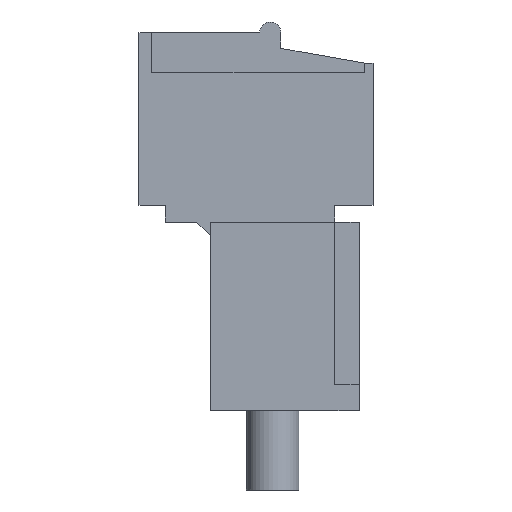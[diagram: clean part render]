
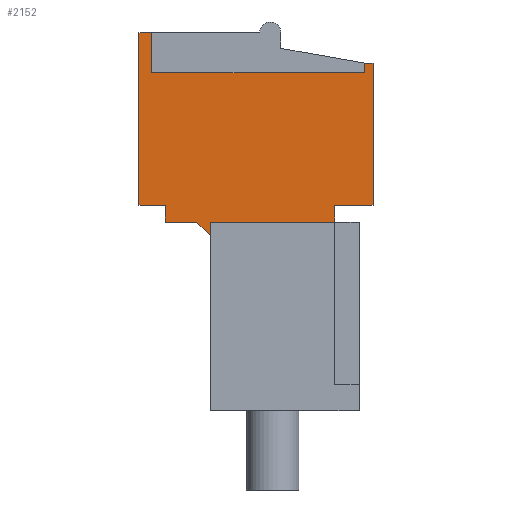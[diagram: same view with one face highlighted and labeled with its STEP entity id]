
A CAD part, left-side view. The second image highlights one B-rep face of the part: STEP entity #2152.
In plain terms, the highlighted planar face has unit normal (-1, 0, 0).
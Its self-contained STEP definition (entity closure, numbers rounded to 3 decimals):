
#34=AXIS2_PLACEMENT_3D('Plane Axis2P3D',#31,#32,#33) ;
#31=CARTESIAN_POINT('Axis2P3D Location',(4.8,4.76,10.35)) ;
#40=CARTESIAN_POINT('Vertex',(4.8,1.81,12.7)) ;
#290=CARTESIAN_POINT('Vertex',(4.8,7.71,12.7)) ;
#298=CARTESIAN_POINT('Line Origine',(4.8,4.76,12.7)) ;
#1958=CARTESIAN_POINT('Vertex',(4.8,1.81,13.5)) ;
#1961=CARTESIAN_POINT('Line Origine',(4.8,1.81,13.1)) ;
#2015=CARTESIAN_POINT('Vertex',(4.8,7.71,12.05)) ;
#2037=CARTESIAN_POINT('Line Origine',(4.8,7.71,12.375)) ;
#2053=CARTESIAN_POINT('Line Origine',(4.8,0.905,13.5)) ;
#2057=CARTESIAN_POINT('Vertex',(4.8,0.,13.5)) ;
#2060=CARTESIAN_POINT('Line Origine',(4.8,0.,16.875)) ;
#2064=CARTESIAN_POINT('Vertex',(4.8,0.,20.25)) ;
#2067=CARTESIAN_POINT('Line Origine',(4.8,0.2,20.25)) ;
#2071=CARTESIAN_POINT('Vertex',(4.8,0.4,20.25)) ;
#2074=CARTESIAN_POINT('Line Origine',(4.8,0.4,20.025)) ;
#2078=CARTESIAN_POINT('Vertex',(4.8,0.4,19.8)) ;
#2081=CARTESIAN_POINT('Line Origine',(4.8,5.45,19.8)) ;
#2085=CARTESIAN_POINT('Vertex',(4.8,10.5,19.8)) ;
#2088=CARTESIAN_POINT('Line Origine',(4.8,10.5,20.75)) ;
#2092=CARTESIAN_POINT('Vertex',(4.8,10.5,21.7)) ;
#2095=CARTESIAN_POINT('Line Origine',(4.8,10.8,21.7)) ;
#2099=CARTESIAN_POINT('Vertex',(4.8,11.1,21.7)) ;
#2102=CARTESIAN_POINT('Line Origine',(4.8,11.1,17.6)) ;
#2106=CARTESIAN_POINT('Vertex',(4.8,11.1,13.5)) ;
#2109=CARTESIAN_POINT('Line Origine',(4.8,10.475,13.5)) ;
#2113=CARTESIAN_POINT('Vertex',(4.8,9.85,13.5)) ;
#2116=CARTESIAN_POINT('Line Origine',(4.8,9.85,13.1)) ;
#2120=CARTESIAN_POINT('Vertex',(4.8,9.85,12.7)) ;
#2123=CARTESIAN_POINT('Line Origine',(4.8,9.105,12.7)) ;
#2127=CARTESIAN_POINT('Vertex',(4.8,8.36,12.7)) ;
#2130=CARTESIAN_POINT('Line Origine',(4.8,8.035,12.375)) ;
#32=DIRECTION('Axis2P3D Direction',(1.,0.,0.)) ;
#33=DIRECTION('Axis2P3D XDirection',(0.,-1.,0.)) ;
#299=DIRECTION('Vector Direction',(0.,-1.,0.)) ;
#1962=DIRECTION('Vector Direction',(0.,0.,-1.)) ;
#2038=DIRECTION('Vector Direction',(0.,0.,1.)) ;
#2054=DIRECTION('Vector Direction',(0.,1.,0.)) ;
#2061=DIRECTION('Vector Direction',(0.,0.,-1.)) ;
#2068=DIRECTION('Vector Direction',(0.,-1.,0.)) ;
#2075=DIRECTION('Vector Direction',(0.,0.,-1.)) ;
#2082=DIRECTION('Vector Direction',(0.,1.,0.)) ;
#2089=DIRECTION('Vector Direction',(0.,0.,-1.)) ;
#2096=DIRECTION('Vector Direction',(0.,1.,0.)) ;
#2103=DIRECTION('Vector Direction',(0.,0.,1.)) ;
#2110=DIRECTION('Vector Direction',(0.,1.,0.)) ;
#2117=DIRECTION('Vector Direction',(0.,0.,1.)) ;
#2124=DIRECTION('Vector Direction',(0.,-1.,0.)) ;
#2131=DIRECTION('Vector Direction',(0.,0.707,0.707)) ;
#300=VECTOR('Line Direction',#299,1.) ;
#1963=VECTOR('Line Direction',#1962,1.) ;
#2039=VECTOR('Line Direction',#2038,1.) ;
#2055=VECTOR('Line Direction',#2054,1.) ;
#2062=VECTOR('Line Direction',#2061,1.) ;
#2069=VECTOR('Line Direction',#2068,1.) ;
#2076=VECTOR('Line Direction',#2075,1.) ;
#2083=VECTOR('Line Direction',#2082,1.) ;
#2090=VECTOR('Line Direction',#2089,1.) ;
#2097=VECTOR('Line Direction',#2096,1.) ;
#2104=VECTOR('Line Direction',#2103,1.) ;
#2111=VECTOR('Line Direction',#2110,1.) ;
#2118=VECTOR('Line Direction',#2117,1.) ;
#2125=VECTOR('Line Direction',#2124,1.) ;
#2132=VECTOR('Line Direction',#2131,1.) ;
#2136=ORIENTED_EDGE('',*,*,#2041,.T.) ;
#2137=ORIENTED_EDGE('',*,*,#302,.T.) ;
#2138=ORIENTED_EDGE('',*,*,#1965,.F.) ;
#2139=ORIENTED_EDGE('',*,*,#2059,.F.) ;
#2140=ORIENTED_EDGE('',*,*,#2066,.F.) ;
#2141=ORIENTED_EDGE('',*,*,#2073,.F.) ;
#2142=ORIENTED_EDGE('',*,*,#2080,.T.) ;
#2143=ORIENTED_EDGE('',*,*,#2087,.T.) ;
#2144=ORIENTED_EDGE('',*,*,#2094,.F.) ;
#2145=ORIENTED_EDGE('',*,*,#2101,.T.) ;
#2146=ORIENTED_EDGE('',*,*,#2108,.F.) ;
#2147=ORIENTED_EDGE('',*,*,#2115,.F.) ;
#2148=ORIENTED_EDGE('',*,*,#2122,.F.) ;
#2149=ORIENTED_EDGE('',*,*,#2129,.T.) ;
#2150=ORIENTED_EDGE('',*,*,#2134,.F.) ;
#2152=ADVANCED_FACE('HOUSING',(#2151),#35,.F.) ;
#302=EDGE_CURVE('',#291,#41,#301,.T.) ;
#1965=EDGE_CURVE('',#1959,#41,#1964,.T.) ;
#2041=EDGE_CURVE('',#2016,#291,#2040,.T.) ;
#2059=EDGE_CURVE('',#2058,#1959,#2056,.T.) ;
#2066=EDGE_CURVE('',#2065,#2058,#2063,.T.) ;
#2073=EDGE_CURVE('',#2072,#2065,#2070,.T.) ;
#2080=EDGE_CURVE('',#2072,#2079,#2077,.T.) ;
#2087=EDGE_CURVE('',#2079,#2086,#2084,.T.) ;
#2094=EDGE_CURVE('',#2093,#2086,#2091,.T.) ;
#2101=EDGE_CURVE('',#2093,#2100,#2098,.T.) ;
#2108=EDGE_CURVE('',#2107,#2100,#2105,.T.) ;
#2115=EDGE_CURVE('',#2114,#2107,#2112,.T.) ;
#2122=EDGE_CURVE('',#2121,#2114,#2119,.T.) ;
#2129=EDGE_CURVE('',#2121,#2128,#2126,.T.) ;
#2134=EDGE_CURVE('',#2016,#2128,#2133,.T.) ;
#2135=EDGE_LOOP('',(#2136,#2137,#2138,#2139,#2140,#2141,#2142,#2143,#2144,#2145,#2146,#2147,#2148,#2149,#2150)) ;
#2151=FACE_OUTER_BOUND('',#2135,.T.) ;
#301=LINE('Line',#298,#300) ;
#1964=LINE('Line',#1961,#1963) ;
#2040=LINE('Line',#2037,#2039) ;
#2056=LINE('Line',#2053,#2055) ;
#2063=LINE('Line',#2060,#2062) ;
#2070=LINE('Line',#2067,#2069) ;
#2077=LINE('Line',#2074,#2076) ;
#2084=LINE('Line',#2081,#2083) ;
#2091=LINE('Line',#2088,#2090) ;
#2098=LINE('Line',#2095,#2097) ;
#2105=LINE('Line',#2102,#2104) ;
#2112=LINE('Line',#2109,#2111) ;
#2119=LINE('Line',#2116,#2118) ;
#2126=LINE('Line',#2123,#2125) ;
#2133=LINE('Line',#2130,#2132) ;
#35=PLANE('',#34) ;
#41=VERTEX_POINT('',#40) ;
#291=VERTEX_POINT('',#290) ;
#1959=VERTEX_POINT('',#1958) ;
#2016=VERTEX_POINT('',#2015) ;
#2058=VERTEX_POINT('',#2057) ;
#2065=VERTEX_POINT('',#2064) ;
#2072=VERTEX_POINT('',#2071) ;
#2079=VERTEX_POINT('',#2078) ;
#2086=VERTEX_POINT('',#2085) ;
#2093=VERTEX_POINT('',#2092) ;
#2100=VERTEX_POINT('',#2099) ;
#2107=VERTEX_POINT('',#2106) ;
#2114=VERTEX_POINT('',#2113) ;
#2121=VERTEX_POINT('',#2120) ;
#2128=VERTEX_POINT('',#2127) ;
